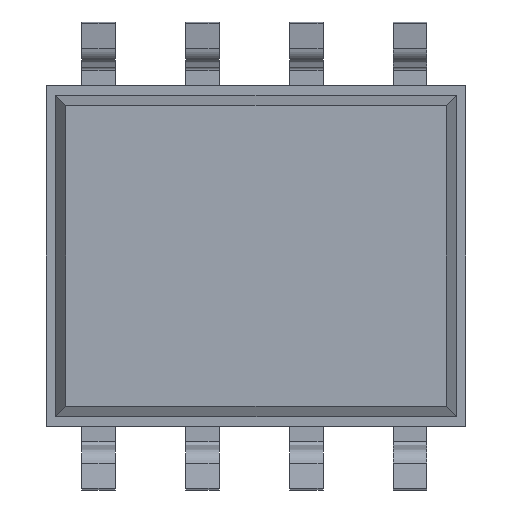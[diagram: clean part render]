
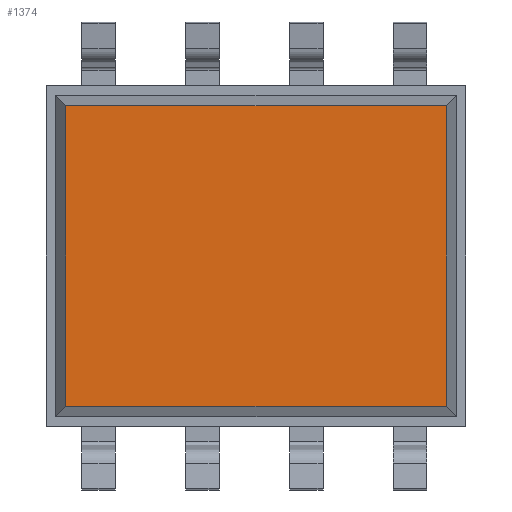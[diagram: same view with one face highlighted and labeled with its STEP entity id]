
A CAD part, front view. The second image highlights one B-rep face of the part: STEP entity #1374.
In plain terms, the highlighted planar face has unit normal (0, -1, 0).
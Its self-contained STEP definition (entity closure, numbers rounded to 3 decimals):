
#5 = VERTEX_POINT ( 'NONE', #2008 ) ;
#206 = VERTEX_POINT ( 'NONE', #4024 ) ;
#381 = CARTESIAN_POINT ( 'NONE',  ( -2.323, -0.775, 0. ) ) ;
#703 = PLANE ( 'NONE',  #1988 ) ;
#829 = DIRECTION ( 'NONE',  ( 1., 0., 0. ) ) ;
#831 = FACE_OUTER_BOUND ( 'NONE', #5368, .T. ) ;
#886 = EDGE_CURVE ( 'NONE', #1924, #5, #2615, .T. ) ;
#1096 = VECTOR ( 'NONE', #829, 1000. ) ;
#1368 = CARTESIAN_POINT ( 'NONE',  ( -2.323, -0.775, 1.838 ) ) ;
#1374 = ADVANCED_FACE ( 'NONE', ( #831 ), #703, .F. ) ;
#1708 = DIRECTION ( 'NONE',  ( -1., 0., 0. ) ) ;
#1736 = CARTESIAN_POINT ( 'NONE',  ( 0., -0.775, 1.838 ) ) ;
#1789 = LINE ( 'NONE', #1736, #1096 ) ;
#1924 = VERTEX_POINT ( 'NONE', #2805 ) ;
#1988 = AXIS2_PLACEMENT_3D ( 'NONE', #5398, #5142, #4679 ) ;
#2008 = CARTESIAN_POINT ( 'NONE',  ( 2.323, -0.775, -1.838 ) ) ;
#2352 = ORIENTED_EDGE ( 'NONE', *, *, #3840, .F. ) ;
#2615 = LINE ( 'NONE', #2879, #3941 ) ;
#2805 = CARTESIAN_POINT ( 'NONE',  ( 2.323, -0.775, 1.838 ) ) ;
#2837 = LINE ( 'NONE', #381, #4880 ) ;
#2839 = EDGE_CURVE ( 'NONE', #5619, #1924, #1789, .T. ) ;
#2879 = CARTESIAN_POINT ( 'NONE',  ( 2.323, -0.775, 0. ) ) ;
#3041 = ORIENTED_EDGE ( 'NONE', *, *, #3431, .F. ) ;
#3431 = EDGE_CURVE ( 'NONE', #206, #5619, #2837, .T. ) ;
#3476 = ORIENTED_EDGE ( 'NONE', *, *, #886, .F. ) ;
#3840 = EDGE_CURVE ( 'NONE', #5, #206, #5384, .T. ) ;
#3941 = VECTOR ( 'NONE', #4204, 1000. ) ;
#3948 = VECTOR ( 'NONE', #1708, 1000. ) ;
#4024 = CARTESIAN_POINT ( 'NONE',  ( -2.323, -0.775, -1.838 ) ) ;
#4069 = ORIENTED_EDGE ( 'NONE', *, *, #2839, .F. ) ;
#4204 = DIRECTION ( 'NONE',  ( 0., 0., -1. ) ) ;
#4527 = CARTESIAN_POINT ( 'NONE',  ( 0., -0.775, -1.838 ) ) ;
#4679 = DIRECTION ( 'NONE',  ( 0., 0., 1. ) ) ;
#4880 = VECTOR ( 'NONE', #5567, 1000. ) ;
#5142 = DIRECTION ( 'NONE',  ( 0., 1., 0. ) ) ;
#5368 = EDGE_LOOP ( 'NONE', ( #3476, #4069, #3041, #2352 ) ) ;
#5384 = LINE ( 'NONE', #4527, #3948 ) ;
#5398 = CARTESIAN_POINT ( 'NONE',  ( 0., -0.775, 0. ) ) ;
#5567 = DIRECTION ( 'NONE',  ( 0., 0., 1. ) ) ;
#5619 = VERTEX_POINT ( 'NONE', #1368 ) ;
